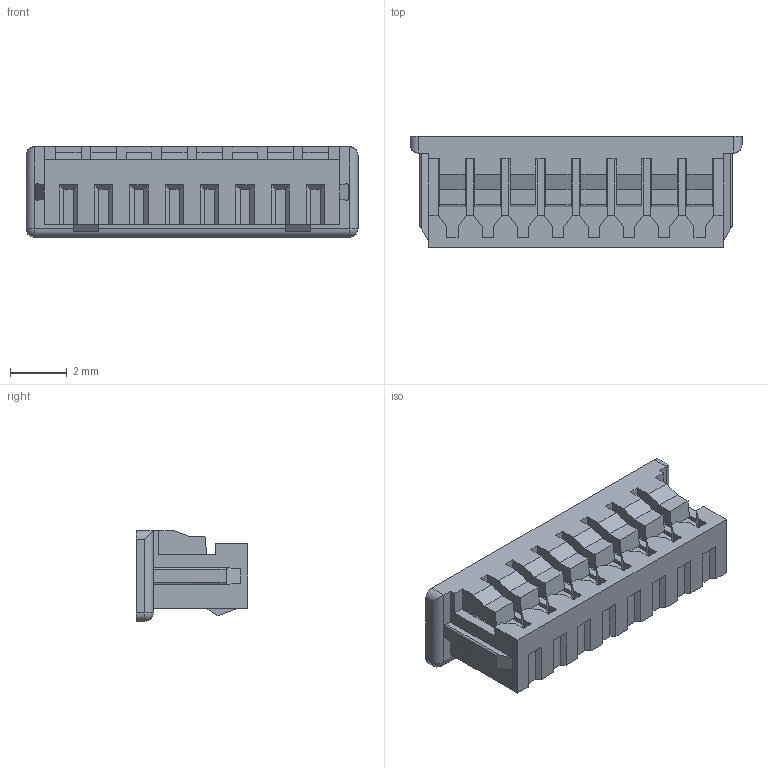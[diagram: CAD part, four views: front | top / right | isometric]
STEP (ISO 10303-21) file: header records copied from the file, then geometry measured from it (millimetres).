
FILE_DESCRIPTION(('STEP AP242'),'1');
FILE_NAME('51021-0800.stp','2023-02-18T18:11:36',('TraceParts'),('TraceParts S.A.'),'Spatial InterOp 3D',' ',' ');
FILE_SCHEMA(('AP242_MANAGED_MODEL_BASED_3D_ENGINEERING_MIM_LF {1 0 10303 442 1 1 4}'));
Length unit declared in the file: millimetre
Products named in the file (1): 51021-0800
Bounding box: 11.75 x 3.95 x 3.2 mm (x, y, z)
Volume: 97.3 mm3; surface area: 250.1 mm2
Topology: 1 solids, 1 shells, 405 faces, 1059 edges, 666 vertices
Faces by surface type: plane 392, cylinder 11, sphere 2
Entity records: 12076 total; most frequent: CARTESIAN_POINT 2177, ORIENTED_EDGE 2118, DIRECTION 1879, EDGE_CURVE 1059, LINE 1039, VECTOR 1039, VERTEX_POINT 666, AXIS2_PLACEMENT_3D 420
